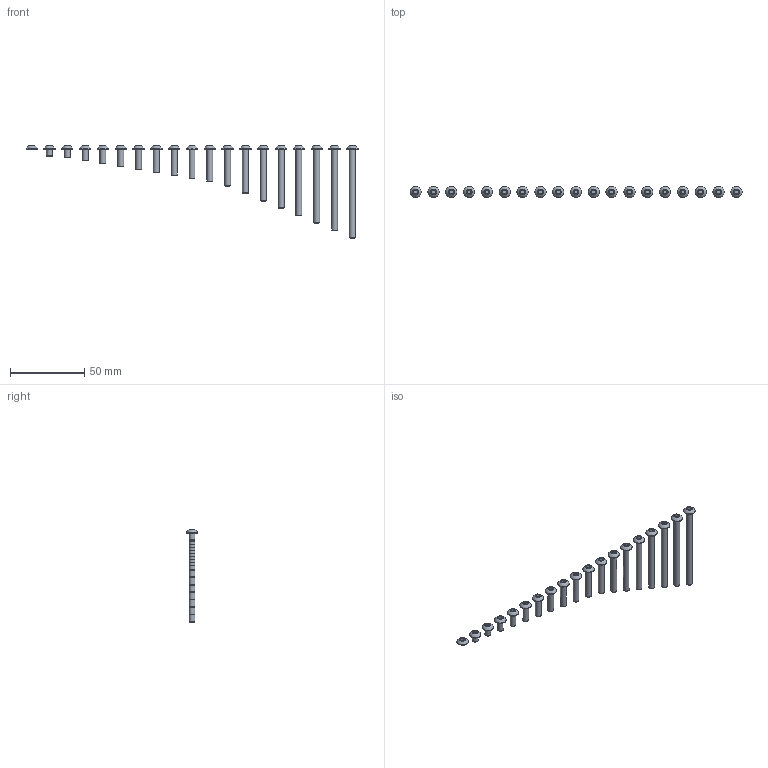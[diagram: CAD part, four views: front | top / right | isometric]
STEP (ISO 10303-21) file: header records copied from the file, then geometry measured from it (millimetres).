
FILE_DESCRIPTION( ( '' ), ' ' );
FILE_NAME( '5a2adf0e5214870eedd3ed25.step', '2017-12-08T18:50:58', ( '' ), ( '' ), ' ', ' ', ' ' );
FILE_SCHEMA( ( 'AUTOMOTIVE_DESIGN { 1 0 10303 214 1 1 1 1 }' ) );
Length unit declared in the file: metre
Products named in the file (19): 2802-0004-0060; 2802-0004-0055; 2802-0004-0050; 2802-0004-0045; 2802-0004-0040; 2802-0004-0035; 2802-0004-0030; 2802-0004-0025; 2802-0004-0022; 2802-0004-0020; 2802-0004-0018; 2802-0004-0016; 2802-0004-0014; 2802-0004-0012; 2802-0004-0010; 2802-0004-0008; 2802-0004-0006; 2802-0004-0005; 2802-0004-head
Bounding box: 223.6 x 7.6 x 62.2 mm (x, y, z)
Volume: 7111.4 mm3; surface area: 8282.5 mm2
Topology: 19 solids, 19 shells, 377 faces, 659 edges, 376 vertices
Faces by surface type: plane 189, cone 132, cylinder 37, sphere 19
Full cylindrical faces by diameter (mm): 4 x18, 7.6 x19
Entity records: 11915 total; most frequent: CARTESIAN_POINT 1948, DIRECTION 1470, ORIENTED_EDGE 1172, AXIS2_PLACEMENT_3D 621, EDGE_CURVE 586, EDGE_LOOP 488, FACE_OUTER_BOUND 414, STYLED_ITEM 377
